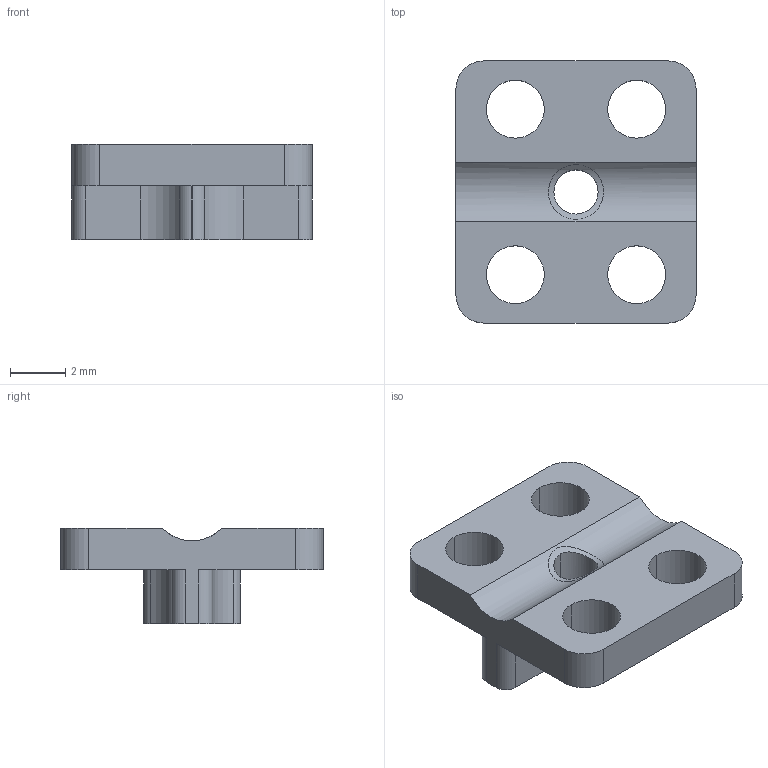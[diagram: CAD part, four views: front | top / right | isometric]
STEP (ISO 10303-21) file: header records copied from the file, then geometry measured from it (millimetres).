
FILE_DESCRIPTION((''),'2;1');
FILE_NAME('IC_011_P_026','2021-09-07T17:14:35',('silo-mech'),(''),'CREO PARAMETRIC BY PTC INC, 2020454','CREO PARAMETRIC BY PTC INC, 2020454','');
FILE_SCHEMA(('CONFIG_CONTROL_DESIGN'));
Length unit declared in the file: millimetre
Products named in the file (1): IC_011_P_026
Bounding box: 8.7 x 9.5 x 3.45 mm (x, y, z)
Volume: 120.8 mm3; surface area: 300.6 mm2
Topology: 1 solids, 2 shells, 44 faces, 126 edges, 84 vertices
Faces by surface type: cylinder 29, plane 15
Entity records: 1591 total; most frequent: CARTESIAN_POINT 326, DIRECTION 266, ORIENTED_EDGE 248, EDGE_CURVE 126, AXIS2_PLACEMENT_3D 99, VERTEX_POINT 84, VECTOR 68, LINE 68
